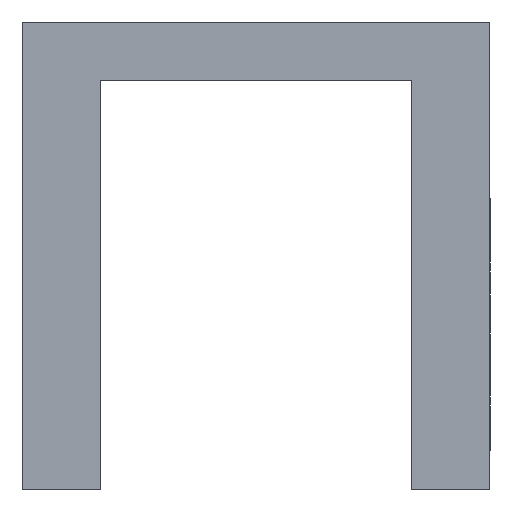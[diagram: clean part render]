
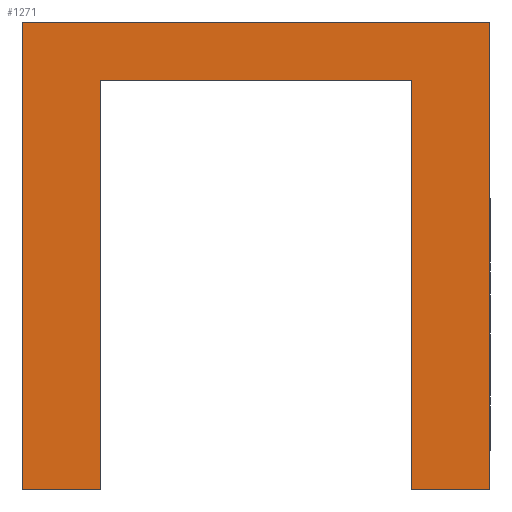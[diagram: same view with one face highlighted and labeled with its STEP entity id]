
A CAD part, front view. The second image highlights one B-rep face of the part: STEP entity #1271.
In plain terms, the highlighted planar face has unit normal (0, -1, 0).
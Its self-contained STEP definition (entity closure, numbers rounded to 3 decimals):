
#159 = EDGE_CURVE ( 'NONE', #1699, #1751, #2454, .T. ) ;
#183 = DIRECTION ( 'NONE',  ( 0., 0., 1. ) ) ;
#235 = LINE ( 'NONE', #2350, #2908 ) ;
#264 = DIRECTION ( 'NONE',  ( 0., 0., 1. ) ) ;
#446 = ORIENTED_EDGE ( 'NONE', *, *, #1327, .F. ) ;
#470 = VECTOR ( 'NONE', #2569, 1000. ) ;
#551 = ORIENTED_EDGE ( 'NONE', *, *, #4552, .F. ) ;
#555 = DIRECTION ( 'NONE',  ( 0., 0., -1. ) ) ;
#573 = DIRECTION ( 'NONE',  ( -1., 0., 0. ) ) ;
#609 = EDGE_CURVE ( 'NONE', #636, #4208, #3187, .T. ) ;
#635 = EDGE_CURVE ( 'NONE', #2414, #1428, #4040, .T. ) ;
#636 = VERTEX_POINT ( 'NONE', #3298 ) ;
#795 = VECTOR ( 'NONE', #3791, 1000. ) ;
#938 = CARTESIAN_POINT ( 'NONE',  ( -4., 0., -10.5 ) ) ;
#947 = EDGE_CURVE ( 'NONE', #1751, #636, #4426, .T. ) ;
#985 = CARTESIAN_POINT ( 'NONE',  ( -6., 0., -10.5 ) ) ;
#1145 = CARTESIAN_POINT ( 'NONE',  ( -4., 0., -10.5 ) ) ;
#1202 = CARTESIAN_POINT ( 'NONE',  ( -6., 0., -10.5 ) ) ;
#1271 = ADVANCED_FACE ( 'NONE', ( #1282 ), #3009, .F. ) ;
#1282 = FACE_OUTER_BOUND ( 'NONE', #2452, .T. ) ;
#1283 = CARTESIAN_POINT ( 'NONE',  ( -6., 0., 1.5 ) ) ;
#1327 = EDGE_CURVE ( 'NONE', #4208, #2414, #235, .T. ) ;
#1406 = LINE ( 'NONE', #1145, #470 ) ;
#1428 = VERTEX_POINT ( 'NONE', #3930 ) ;
#1575 = DIRECTION ( 'NONE',  ( 0., 0., 1. ) ) ;
#1656 = DIRECTION ( 'NONE',  ( 0., 1., 0. ) ) ;
#1682 = EDGE_CURVE ( 'NONE', #2304, #1699, #1406, .T. ) ;
#1699 = VERTEX_POINT ( 'NONE', #1202 ) ;
#1751 = VERTEX_POINT ( 'NONE', #3341 ) ;
#1896 = VECTOR ( 'NONE', #1575, 1000. ) ;
#2181 = ORIENTED_EDGE ( 'NONE', *, *, #635, .F. ) ;
#2304 = VERTEX_POINT ( 'NONE', #938 ) ;
#2346 = CARTESIAN_POINT ( 'NONE',  ( 6., 0., -10.5 ) ) ;
#2350 = CARTESIAN_POINT ( 'NONE',  ( 4., 0., -10.5 ) ) ;
#2414 = VERTEX_POINT ( 'NONE', #3409 ) ;
#2423 = CARTESIAN_POINT ( 'NONE',  ( -4., 0., 0. ) ) ;
#2428 = CARTESIAN_POINT ( 'NONE',  ( 4., 0., 0. ) ) ;
#2452 = EDGE_LOOP ( 'NONE', ( #551, #3993, #2181, #446, #3594, #4461, #4186, #4039 ) ) ;
#2454 = LINE ( 'NONE', #985, #3705 ) ;
#2569 = DIRECTION ( 'NONE',  ( -1., 0., 0. ) ) ;
#2622 = AXIS2_PLACEMENT_3D ( 'NONE', #3731, #1656, #183 ) ;
#2651 = LINE ( 'NONE', #2428, #795 ) ;
#2678 = CARTESIAN_POINT ( 'NONE',  ( -4., 0., 0. ) ) ;
#2724 = DIRECTION ( 'NONE',  ( 0., 0., -1. ) ) ;
#2908 = VECTOR ( 'NONE', #573, 1000. ) ;
#3009 = PLANE ( 'NONE',  #2622 ) ;
#3187 = LINE ( 'NONE', #3677, #4374 ) ;
#3298 = CARTESIAN_POINT ( 'NONE',  ( 6., 0., 1.5 ) ) ;
#3326 = LINE ( 'NONE', #2678, #4058 ) ;
#3341 = CARTESIAN_POINT ( 'NONE',  ( -6., 0., 1.5 ) ) ;
#3345 = EDGE_CURVE ( 'NONE', #1428, #3498, #2651, .T. ) ;
#3409 = CARTESIAN_POINT ( 'NONE',  ( 4., 0., -10.5 ) ) ;
#3498 = VERTEX_POINT ( 'NONE', #2423 ) ;
#3594 = ORIENTED_EDGE ( 'NONE', *, *, #609, .F. ) ;
#3677 = CARTESIAN_POINT ( 'NONE',  ( 6., 0., -10.5 ) ) ;
#3705 = VECTOR ( 'NONE', #264, 1000. ) ;
#3731 = CARTESIAN_POINT ( 'NONE',  ( 0., 0., 0. ) ) ;
#3791 = DIRECTION ( 'NONE',  ( -1., 0., 0. ) ) ;
#3930 = CARTESIAN_POINT ( 'NONE',  ( 4., 0., 0. ) ) ;
#3993 = ORIENTED_EDGE ( 'NONE', *, *, #3345, .F. ) ;
#4039 = ORIENTED_EDGE ( 'NONE', *, *, #1682, .F. ) ;
#4040 = LINE ( 'NONE', #4376, #1896 ) ;
#4058 = VECTOR ( 'NONE', #2724, 1000. ) ;
#4186 = ORIENTED_EDGE ( 'NONE', *, *, #159, .F. ) ;
#4208 = VERTEX_POINT ( 'NONE', #2346 ) ;
#4368 = VECTOR ( 'NONE', #4423, 1000. ) ;
#4374 = VECTOR ( 'NONE', #555, 1000. ) ;
#4376 = CARTESIAN_POINT ( 'NONE',  ( 4., 0., 0. ) ) ;
#4423 = DIRECTION ( 'NONE',  ( 1., 0., 0. ) ) ;
#4426 = LINE ( 'NONE', #1283, #4368 ) ;
#4461 = ORIENTED_EDGE ( 'NONE', *, *, #947, .F. ) ;
#4552 = EDGE_CURVE ( 'NONE', #3498, #2304, #3326, .T. ) ;
